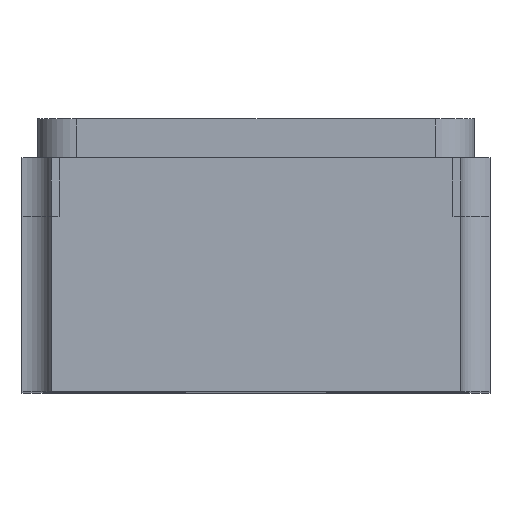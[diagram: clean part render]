
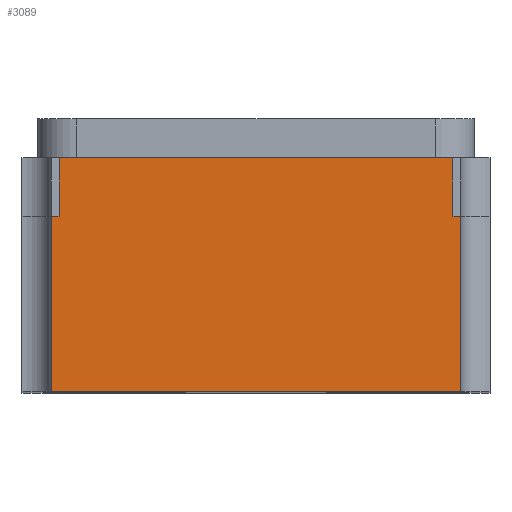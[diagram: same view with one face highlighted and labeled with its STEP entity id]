
A CAD part, top view. The second image highlights one B-rep face of the part: STEP entity #3089.
In plain terms, the highlighted planar face has unit normal (0, 0, 1).
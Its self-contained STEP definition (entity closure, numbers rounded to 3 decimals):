
#11 = LINE ( 'NONE', #1218, #3518 ) ;
#241 = VERTEX_POINT ( 'NONE', #5314 ) ;
#303 = EDGE_CURVE ( 'NONE', #495, #3006, #5345, .T. ) ;
#398 = CARTESIAN_POINT ( 'NONE',  ( 0.505, 0.45, 1. ) ) ;
#426 = VECTOR ( 'NONE', #4803, 1000. ) ;
#430 = ORIENTED_EDGE ( 'NONE', *, *, #4168, .T. ) ;
#495 = VERTEX_POINT ( 'NONE', #1182 ) ;
#549 = LINE ( 'NONE', #3791, #3832 ) ;
#667 = EDGE_CURVE ( 'NONE', #3666, #2837, #549, .T. ) ;
#704 = DIRECTION ( 'NONE',  ( 0., 1., 0. ) ) ;
#724 = DIRECTION ( 'NONE',  ( 0., 0., -1. ) ) ;
#855 = LINE ( 'NONE', #3681, #1853 ) ;
#941 = CARTESIAN_POINT ( 'NONE',  ( -0.525, 0., 1. ) ) ;
#1068 = LINE ( 'NONE', #398, #426 ) ;
#1139 = CARTESIAN_POINT ( 'NONE',  ( -0.6, 0.7, 1. ) ) ;
#1165 = VECTOR ( 'NONE', #704, 1000. ) ;
#1182 = CARTESIAN_POINT ( 'NONE',  ( 0.525, 0., 1. ) ) ;
#1218 = CARTESIAN_POINT ( 'NONE',  ( -0.505, 0.45, 1. ) ) ;
#1244 = AXIS2_PLACEMENT_3D ( 'NONE', #1139, #724, #1988 ) ;
#1370 = DIRECTION ( 'NONE',  ( 1., 0., 0. ) ) ;
#1469 = CARTESIAN_POINT ( 'NONE',  ( 0.505, 0.45, 1. ) ) ;
#1530 = ORIENTED_EDGE ( 'NONE', *, *, #3177, .F. ) ;
#1554 = PLANE ( 'NONE',  #1244 ) ;
#1651 = DIRECTION ( 'NONE',  ( 0., 1., 0. ) ) ;
#1806 = VERTEX_POINT ( 'NONE', #3191 ) ;
#1853 = VECTOR ( 'NONE', #2443, 1000. ) ;
#1871 = EDGE_CURVE ( 'NONE', #1806, #241, #2160, .T. ) ;
#1880 = DIRECTION ( 'NONE',  ( 0., -1., 0. ) ) ;
#1920 = VERTEX_POINT ( 'NONE', #941 ) ;
#1988 = DIRECTION ( 'NONE',  ( -1., 0., 0. ) ) ;
#2015 = CARTESIAN_POINT ( 'NONE',  ( 0.505, 0.45, 1. ) ) ;
#2104 = CARTESIAN_POINT ( 'NONE',  ( -0.6, 0.6, 1. ) ) ;
#2160 = LINE ( 'NONE', #2104, #2194 ) ;
#2194 = VECTOR ( 'NONE', #3390, 1000. ) ;
#2400 = ORIENTED_EDGE ( 'NONE', *, *, #667, .F. ) ;
#2416 = DIRECTION ( 'NONE',  ( 0., 1., 0. ) ) ;
#2443 = DIRECTION ( 'NONE',  ( 1., 0., 0. ) ) ;
#2837 = VERTEX_POINT ( 'NONE', #4185 ) ;
#3006 = VERTEX_POINT ( 'NONE', #4314 ) ;
#3089 = ADVANCED_FACE ( 'NONE', ( #5209 ), #1554, .F. ) ;
#3177 = EDGE_CURVE ( 'NONE', #2837, #1806, #11, .T. ) ;
#3191 = CARTESIAN_POINT ( 'NONE',  ( -0.505, 0.6, 1. ) ) ;
#3199 = VECTOR ( 'NONE', #1880, 1000. ) ;
#3211 = VERTEX_POINT ( 'NONE', #2015 ) ;
#3215 = LINE ( 'NONE', #3636, #3199 ) ;
#3235 = EDGE_CURVE ( 'NONE', #1920, #495, #855, .T. ) ;
#3273 = EDGE_CURVE ( 'NONE', #3211, #241, #4831, .T. ) ;
#3390 = DIRECTION ( 'NONE',  ( 1., 0., 0. ) ) ;
#3490 = VECTOR ( 'NONE', #1651, 1000. ) ;
#3518 = VECTOR ( 'NONE', #2416, 1000. ) ;
#3636 = CARTESIAN_POINT ( 'NONE',  ( -0.525, 0.7, 1. ) ) ;
#3666 = VERTEX_POINT ( 'NONE', #4755 ) ;
#3681 = CARTESIAN_POINT ( 'NONE',  ( -0.6, 0., 1. ) ) ;
#3791 = CARTESIAN_POINT ( 'NONE',  ( -0.505, 0.45, 1. ) ) ;
#3832 = VECTOR ( 'NONE', #1370, 1000. ) ;
#4010 = ORIENTED_EDGE ( 'NONE', *, *, #303, .T. ) ;
#4051 = ORIENTED_EDGE ( 'NONE', *, *, #1871, .F. ) ;
#4058 = CARTESIAN_POINT ( 'NONE',  ( 0.525, 0.7, 1. ) ) ;
#4110 = EDGE_LOOP ( 'NONE', ( #4051, #1530, #2400, #430, #4565, #4010, #4410, #5183 ) ) ;
#4168 = EDGE_CURVE ( 'NONE', #3666, #1920, #3215, .T. ) ;
#4185 = CARTESIAN_POINT ( 'NONE',  ( -0.505, 0.45, 1. ) ) ;
#4314 = CARTESIAN_POINT ( 'NONE',  ( 0.525, 0.45, 1. ) ) ;
#4410 = ORIENTED_EDGE ( 'NONE', *, *, #4596, .F. ) ;
#4565 = ORIENTED_EDGE ( 'NONE', *, *, #3235, .T. ) ;
#4596 = EDGE_CURVE ( 'NONE', #3211, #3006, #1068, .T. ) ;
#4755 = CARTESIAN_POINT ( 'NONE',  ( -0.525, 0.45, 1. ) ) ;
#4803 = DIRECTION ( 'NONE',  ( 1., 0., 0. ) ) ;
#4831 = LINE ( 'NONE', #1469, #1165 ) ;
#5183 = ORIENTED_EDGE ( 'NONE', *, *, #3273, .T. ) ;
#5209 = FACE_OUTER_BOUND ( 'NONE', #4110, .T. ) ;
#5314 = CARTESIAN_POINT ( 'NONE',  ( 0.505, 0.6, 1. ) ) ;
#5345 = LINE ( 'NONE', #4058, #3490 ) ;
